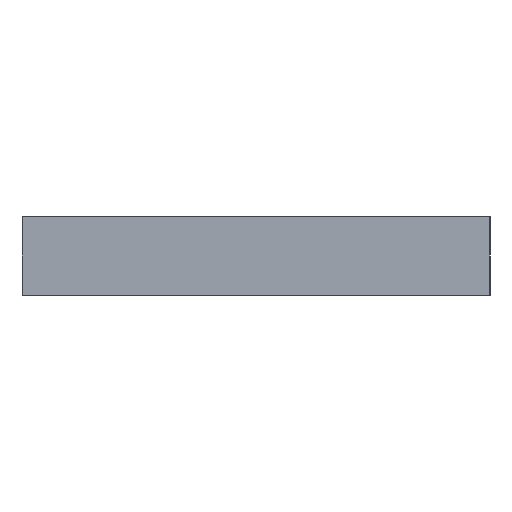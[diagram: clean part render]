
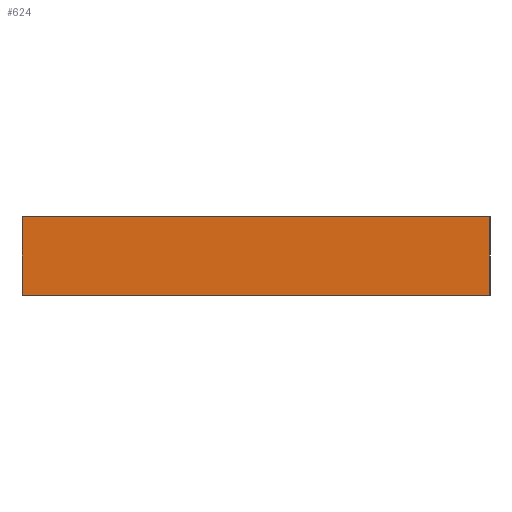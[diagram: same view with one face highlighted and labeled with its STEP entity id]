
A CAD part, left-side view. The second image highlights one B-rep face of the part: STEP entity #624.
In plain terms, the highlighted planar face has unit normal (-1, 0, 0).
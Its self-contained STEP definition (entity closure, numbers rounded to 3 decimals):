
#616=AXIS2_PLACEMENT_3D('Plane Axis2P3D',#613,#614,#615) ;
#80=CARTESIAN_POINT('Vertex',(0.,0.,3.175)) ;
#96=CARTESIAN_POINT('Vertex',(0.,38.1,3.175)) ;
#99=CARTESIAN_POINT('Line Origine',(0.,19.05,3.175)) ;
#342=CARTESIAN_POINT('Vertex',(0.,0.,-3.175)) ;
#347=CARTESIAN_POINT('Line Origine',(0.,19.05,-3.175)) ;
#351=CARTESIAN_POINT('Vertex',(0.,38.1,-3.175)) ;
#567=CARTESIAN_POINT('Line Origine',(0.,0.,0.)) ;
#601=CARTESIAN_POINT('Line Origine',(0.,38.1,0.)) ;
#613=CARTESIAN_POINT('Axis2P3D Location',(0.,0.,3.175)) ;
#100=DIRECTION('Vector Direction',(0.,-1.,0.)) ;
#348=DIRECTION('Vector Direction',(0.,-1.,0.)) ;
#568=DIRECTION('Vector Direction',(0.,0.,-1.)) ;
#602=DIRECTION('Vector Direction',(0.,0.,-1.)) ;
#614=DIRECTION('Axis2P3D Direction',(1.,-0.,0.)) ;
#615=DIRECTION('Axis2P3D XDirection',(0.,0.,-1.)) ;
#101=VECTOR('Line Direction',#100,1.) ;
#349=VECTOR('Line Direction',#348,1.) ;
#569=VECTOR('Line Direction',#568,1.) ;
#603=VECTOR('Line Direction',#602,1.) ;
#619=ORIENTED_EDGE('',*,*,#353,.T.) ;
#620=ORIENTED_EDGE('',*,*,#571,.F.) ;
#621=ORIENTED_EDGE('',*,*,#103,.F.) ;
#622=ORIENTED_EDGE('',*,*,#605,.T.) ;
#624=ADVANCED_FACE('Boss-Extrude1',(#623),#617,.F.) ;
#103=EDGE_CURVE('',#97,#81,#102,.T.) ;
#353=EDGE_CURVE('',#352,#343,#350,.T.) ;
#571=EDGE_CURVE('',#81,#343,#570,.T.) ;
#605=EDGE_CURVE('',#97,#352,#604,.T.) ;
#618=EDGE_LOOP('',(#619,#620,#621,#622)) ;
#623=FACE_OUTER_BOUND('',#618,.T.) ;
#102=LINE('Line',#99,#101) ;
#350=LINE('Line',#347,#349) ;
#570=LINE('Line',#567,#569) ;
#604=LINE('Line',#601,#603) ;
#617=PLANE('',#616) ;
#81=VERTEX_POINT('',#80) ;
#97=VERTEX_POINT('',#96) ;
#343=VERTEX_POINT('',#342) ;
#352=VERTEX_POINT('',#351) ;
